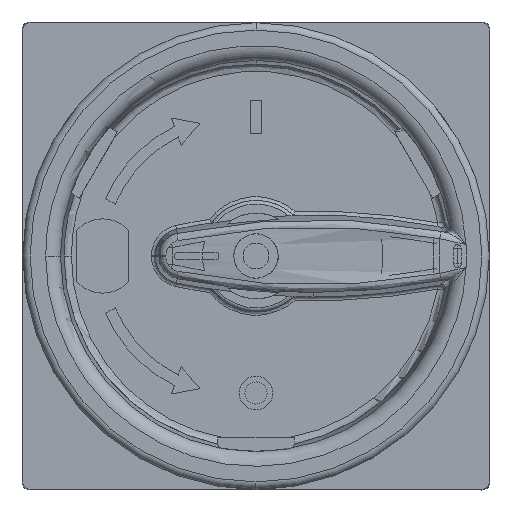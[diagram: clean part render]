
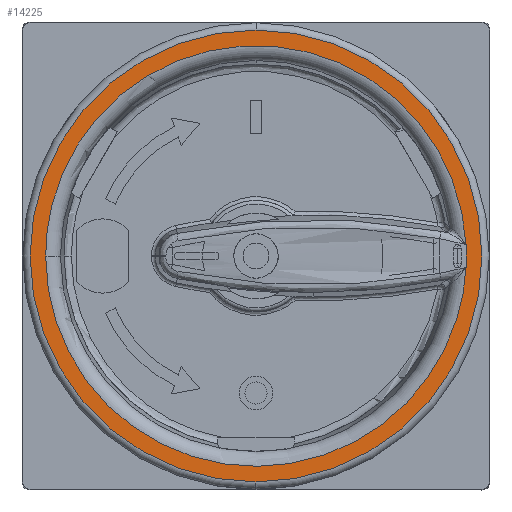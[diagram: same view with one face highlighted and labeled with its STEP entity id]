
A CAD part, front view. The second image highlights one B-rep face of the part: STEP entity #14225.
In plain terms, the highlighted planar face has unit normal (0, -1, 0).
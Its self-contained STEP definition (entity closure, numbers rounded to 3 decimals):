
#9856=DIRECTION('',(0.,0.,-1.));
#9857=VECTOR('',#9856,3.079);
#9858=CARTESIAN_POINT('',(59.024,-399.1,13.989));
#9859=LINE('',#9858,#9857);
#10206=CARTESIAN_POINT('',(30.66,-399.1,
12.45));
#10207=DIRECTION('',(0.,1.,0.));
#10208=DIRECTION('',(0.,0.,1.));
#10209=AXIS2_PLACEMENT_3D('',#10206,#10207,#10208);
#10214=CARTESIAN_POINT('',(30.66,-399.1,
12.45));
#10215=DIRECTION('',(0.,1.,0.));
#10216=DIRECTION('',(0.,0.,-1.));
#10217=AXIS2_PLACEMENT_3D('',#10214,#10215,#10216);
#10222=CARTESIAN_POINT('',(59.018,-399.1,13.961));
#10223=CARTESIAN_POINT('',(58.946,-399.1,15.298));
#10224=CARTESIAN_POINT('',(58.619,-399.1,17.932));
#10225=CARTESIAN_POINT('',(57.575,-399.1,21.798));
#10226=CARTESIAN_POINT('',(56.,-399.1,25.474));
#10227=CARTESIAN_POINT('',(53.938,-399.1,28.878));
#10228=CARTESIAN_POINT('',(51.407,-399.1,31.978));
#10229=CARTESIAN_POINT('',(48.468,-399.1,34.69));
#10230=CARTESIAN_POINT('',(45.182,-399.1,36.962));
#10231=CARTESIAN_POINT('',(41.615,-399.1,38.751));
#10232=CARTESIAN_POINT('',(37.828,-399.1,40.025));
#10233=CARTESIAN_POINT('',(33.896,-399.1,40.757));
#10234=CARTESIAN_POINT('',(29.903,-399.1,40.931));
#10235=CARTESIAN_POINT('',(25.927,-399.1,40.545));
#10236=CARTESIAN_POINT('',(22.044,-399.1,39.607));
#10237=CARTESIAN_POINT('',(18.333,-399.1,38.136));
#10238=CARTESIAN_POINT('',(14.866,-399.1,36.163));
#10239=CARTESIAN_POINT('',(11.707,-399.1,33.723));
#10240=CARTESIAN_POINT('',(8.921,-399.1,30.866));
#10241=CARTESIAN_POINT('',(6.557,-399.1,27.641));
#10242=CARTESIAN_POINT('',(4.673,-399.1,24.13));
#10243=CARTESIAN_POINT('',(3.29,-399.1,20.369));
#10244=CARTESIAN_POINT('',(2.45,-399.1,16.442));
#10245=CARTESIAN_POINT('',(2.262,-399.1,13.791));
#10246=CARTESIAN_POINT('',(2.262,-399.1,12.45));
#10251=CARTESIAN_POINT('',(2.262,-399.1,12.45));
#10252=CARTESIAN_POINT('',(2.262,-399.1,11.112));
#10253=CARTESIAN_POINT('',(2.449,-399.1,8.466));
#10254=CARTESIAN_POINT('',(3.286,-399.1,4.549));
#10255=CARTESIAN_POINT('',(4.662,-399.1,0.794));
#10256=CARTESIAN_POINT('',(6.54,-399.1,-2.714));
#10257=CARTESIAN_POINT('',(8.903,-399.1,-5.945));
#10258=CARTESIAN_POINT('',(11.692,-399.1,-8.81));
#10259=CARTESIAN_POINT('',(14.853,-399.1,-11.254));
#10260=CARTESIAN_POINT('',(18.32,-399.1,-13.23));
#10261=CARTESIAN_POINT('',(22.034,-399.1,-14.704));
#10262=CARTESIAN_POINT('',(25.92,-399.1,-15.644));
#10263=CARTESIAN_POINT('',(29.899,-399.1,-16.031));
#10264=CARTESIAN_POINT('',(33.89,-399.1,-15.858));
#10265=CARTESIAN_POINT('',(37.817,-399.1,-15.128));
#10266=CARTESIAN_POINT('',(41.601,-399.1,-13.856));
#10267=CARTESIAN_POINT('',(45.168,-399.1,-12.07));
#10268=CARTESIAN_POINT('',(48.452,-399.1,-9.802));
#10269=CARTESIAN_POINT('',(51.388,-399.1,-7.098));
#10270=CARTESIAN_POINT('',(53.92,-399.1,-4.003));
#10271=CARTESIAN_POINT('',(55.988,-399.1,-0.598));
#10272=CARTESIAN_POINT('',(57.569,-399.1,3.084));
#10273=CARTESIAN_POINT('',(58.618,-399.1,6.96));
#10274=CARTESIAN_POINT('',(58.946,-399.1,9.6));
#10275=CARTESIAN_POINT('',(59.018,-399.1,10.939));
#12116=CARTESIAN_POINT('',(30.66,-399.1,
42.95));
#12117=VERTEX_POINT('',#12116);
#12118=CARTESIAN_POINT('',(30.66,-399.1,-18.05));
#12119=VERTEX_POINT('',#12118);
#12120=CARTESIAN_POINT('',(59.024,-399.1,
13.989));
#12121=CARTESIAN_POINT('',(59.024,-399.1,
10.911));
#12122=VERTEX_POINT('',#12120);
#12123=VERTEX_POINT('',#12121);
#12124=VERTEX_POINT('',#10246);
#14209=CARTESIAN_POINT('',(62.38,-399.1,-19.273));
#14210=DIRECTION('',(0.,-1.,0.));
#14211=DIRECTION('',(0.,0.,1.));
#14212=AXIS2_PLACEMENT_3D('',#14209,#14210,#14211);
#14213=PLANE('',#14212);
#14215=ORIENTED_EDGE('',*,*,#14214,.T.);
#14217=ORIENTED_EDGE('',*,*,#14216,.T.);
#14218=EDGE_LOOP('',(#14215,#14217));
#14219=FACE_OUTER_BOUND('',#14218,.F.);
#14220=ORIENTED_EDGE('',*,*,#13673,.F.);
#14221=ORIENTED_EDGE('',*,*,#14188,.T.);
#14222=ORIENTED_EDGE('',*,*,#14171,.T.);
#14223=EDGE_LOOP('',(#14220,#14221,#14222));
#14224=FACE_BOUND('',#14223,.F.);
#10210=CIRCLE('',#10209,30.5);
#10218=CIRCLE('',#10217,30.5);
#10247=B_SPLINE_CURVE_WITH_KNOTS('',3,(#10222,#10223,#10224,#10225,#10226,
#10227,#10228,#10229,#10230,#10231,#10232,#10233,#10234,#10235,#10236,#10237,
#10238,#10239,#10240,#10241,#10242,#10243,#10244,#10245,#10246),.UNSPECIFIED.,
.F.,.F.,(4,1,1,1,1,1,1,1,1,1,1,1,1,1,1,1,1,1,1,1,1,1,4),(0.,0.045,
0.091,0.136,0.182,0.227,
0.273,0.318,0.364,0.409,
0.455,0.5,0.545,0.591,0.636,
0.682,0.727,0.773,0.818,
0.864,0.909,0.955,1.),.UNSPECIFIED.);
#10276=B_SPLINE_CURVE_WITH_KNOTS('',3,(#10251,#10252,#10253,#10254,#10255,
#10256,#10257,#10258,#10259,#10260,#10261,#10262,#10263,#10264,#10265,#10266,
#10267,#10268,#10269,#10270,#10271,#10272,#10273,#10274,#10275),.UNSPECIFIED.,
.F.,.F.,(4,1,1,1,1,1,1,1,1,1,1,1,1,1,1,1,1,1,1,1,1,1,4),(0.,0.045,
0.091,0.136,0.182,0.227,
0.273,0.318,0.364,0.409,
0.455,0.5,0.545,0.591,0.636,
0.682,0.727,0.773,0.818,
0.864,0.909,0.955,1.),.UNSPECIFIED.);
#13673=EDGE_CURVE('',#12122,#12123,#9859,.T.);
#14171=EDGE_CURVE('',#12124,#12123,#10276,.T.);
#14188=EDGE_CURVE('',#12122,#12124,#10247,.T.);
#14214=EDGE_CURVE('',#12117,#12119,#10210,.T.);
#14216=EDGE_CURVE('',#12119,#12117,#10218,.T.);
#14225=ADVANCED_FACE('',(#14219,#14224),#14213,.T.);
